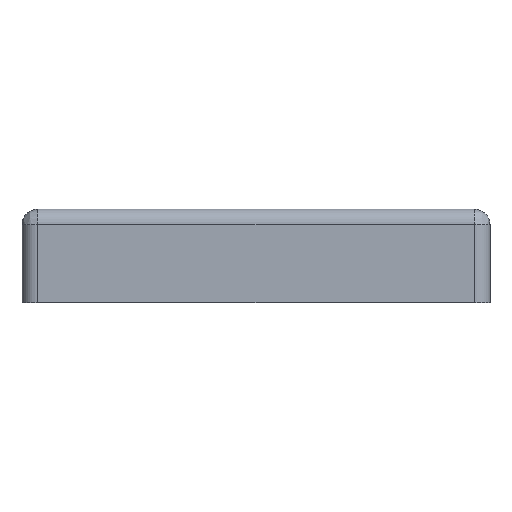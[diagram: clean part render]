
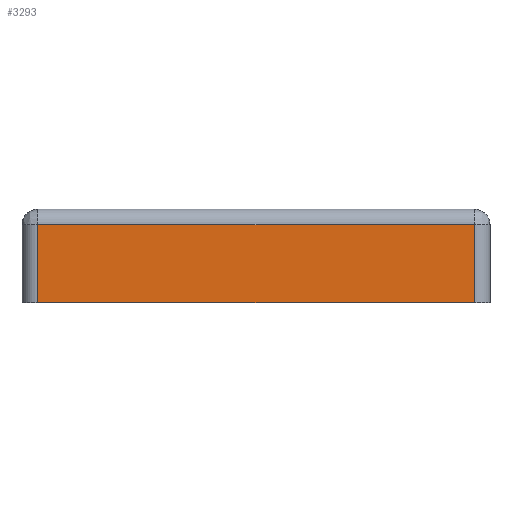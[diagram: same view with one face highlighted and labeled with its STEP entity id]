
A CAD part, front view. The second image highlights one B-rep face of the part: STEP entity #3293.
In plain terms, the highlighted planar face has unit normal (0, -1, 0).
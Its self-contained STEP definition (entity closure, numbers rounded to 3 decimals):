
#389 = CARTESIAN_POINT ( 'NONE',  ( -28., -30., 10. ) ) ;
#676 = DIRECTION ( 'NONE',  ( 0., 0., 1. ) ) ;
#1043 = VECTOR ( 'NONE', #4401, 1000. ) ;
#1720 = AXIS2_PLACEMENT_3D ( 'NONE', #6245, #2830, #6269 ) ;
#1843 = PLANE ( 'NONE',  #1720 ) ;
#1872 = LINE ( 'NONE', #4138, #5570 ) ;
#2390 = EDGE_LOOP ( 'NONE', ( #4619, #2885, #5731, #4170 ) ) ;
#2407 = CARTESIAN_POINT ( 'NONE',  ( 28., -30., 0. ) ) ;
#2411 = VERTEX_POINT ( 'NONE', #389 ) ;
#2575 = CARTESIAN_POINT ( 'NONE',  ( -28., -30., 12. ) ) ;
#2661 = LINE ( 'NONE', #5750, #4604 ) ;
#2783 = VECTOR ( 'NONE', #676, 1000. ) ;
#2830 = DIRECTION ( 'NONE',  ( 0., 1., 0. ) ) ;
#2885 = ORIENTED_EDGE ( 'NONE', *, *, #3810, .F. ) ;
#3016 = VERTEX_POINT ( 'NONE', #4437 ) ;
#3293 = ADVANCED_FACE ( 'NONE', ( #6174 ), #1843, .F. ) ;
#3335 = EDGE_CURVE ( 'NONE', #3016, #3389, #3563, .T. ) ;
#3389 = VERTEX_POINT ( 'NONE', #2407 ) ;
#3525 = EDGE_CURVE ( 'NONE', #3389, #3740, #1872, .T. ) ;
#3563 = LINE ( 'NONE', #5378, #1043 ) ;
#3740 = VERTEX_POINT ( 'NONE', #4825 ) ;
#3810 = EDGE_CURVE ( 'NONE', #3740, #2411, #4878, .T. ) ;
#4138 = CARTESIAN_POINT ( 'NONE',  ( -30., -30., 0. ) ) ;
#4170 = ORIENTED_EDGE ( 'NONE', *, *, #3335, .F. ) ;
#4401 = DIRECTION ( 'NONE',  ( 0., 0., -1. ) ) ;
#4437 = CARTESIAN_POINT ( 'NONE',  ( 28., -30., 10. ) ) ;
#4604 = VECTOR ( 'NONE', #4840, 1000. ) ;
#4619 = ORIENTED_EDGE ( 'NONE', *, *, #5680, .F. ) ;
#4825 = CARTESIAN_POINT ( 'NONE',  ( -28., -30., 0. ) ) ;
#4840 = DIRECTION ( 'NONE',  ( 1., 0., 0. ) ) ;
#4878 = LINE ( 'NONE', #2575, #2783 ) ;
#5378 = CARTESIAN_POINT ( 'NONE',  ( 28., -30., 12. ) ) ;
#5570 = VECTOR ( 'NONE', #6235, 1000. ) ;
#5680 = EDGE_CURVE ( 'NONE', #2411, #3016, #2661, .T. ) ;
#5731 = ORIENTED_EDGE ( 'NONE', *, *, #3525, .F. ) ;
#5750 = CARTESIAN_POINT ( 'NONE',  ( 30., -30., 10. ) ) ;
#6174 = FACE_OUTER_BOUND ( 'NONE', #2390, .T. ) ;
#6235 = DIRECTION ( 'NONE',  ( -1., 0., 0. ) ) ;
#6245 = CARTESIAN_POINT ( 'NONE',  ( -30., -30., 12. ) ) ;
#6269 = DIRECTION ( 'NONE',  ( 0., 0., 1. ) ) ;
